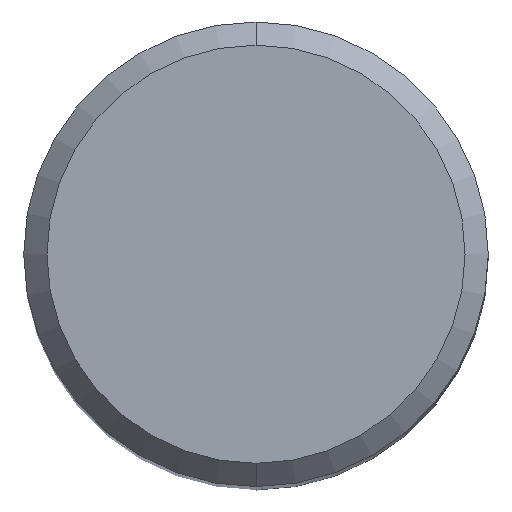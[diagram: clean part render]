
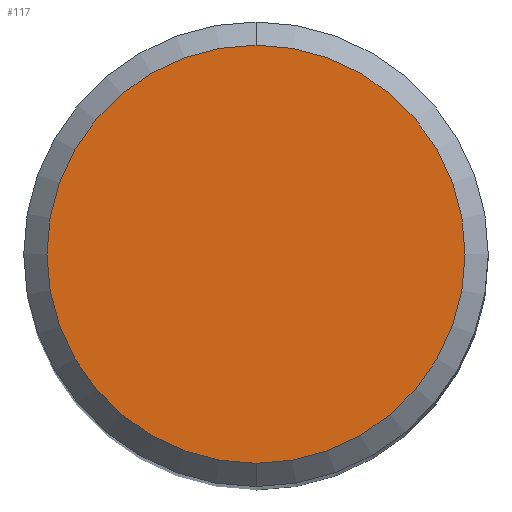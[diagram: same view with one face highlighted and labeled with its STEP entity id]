
A CAD part, top view. The second image highlights one B-rep face of the part: STEP entity #117.
In plain terms, the highlighted planar face has unit normal (0, 0, 1).
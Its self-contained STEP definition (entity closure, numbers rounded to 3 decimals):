
#117=ADVANCED_FACE('',(#283),#284,.T.);
#119=VERTEX_POINT('',#286);
#131=EDGE_CURVE('',#119,#175,#300,.T.);
#175=VERTEX_POINT('',#353);
#199=EDGE_CURVE('',#175,#119,#381,.T.);
#283=FACE_OUTER_BOUND('',#458,.T.);
#284=PLANE('',#459);
#286=CARTESIAN_POINT('',(0.0,4.5,0.0));
#300=CIRCLE('',#477,4.5);
#353=CARTESIAN_POINT('',(0.,-4.5,0.0));
#381=CIRCLE('',#580,4.5);
#458=EDGE_LOOP('',(#686,#687));
#459=AXIS2_PLACEMENT_3D('',#688,#689,#690);
#477=AXIS2_PLACEMENT_3D('',#710,#711,#712);
#580=AXIS2_PLACEMENT_3D('',#832,#833,#834);
#686=ORIENTED_EDGE('',*,*,#131,.F.);
#687=ORIENTED_EDGE('',*,*,#199,.F.);
#688=CARTESIAN_POINT('',(0.0,2.25,0.0));
#689=DIRECTION('',(-0.0,0.0,1.0));
#690=DIRECTION('',(0.0,-1.0,0.0));
#710=CARTESIAN_POINT('',(0.0,0.0,0.0));
#711=DIRECTION('',(0.0,0.0,-1.0));
#712=DIRECTION('',(0.0,1.0,0.0));
#832=CARTESIAN_POINT('',(0.0,0.0,0.0));
#833=DIRECTION('',(0.0,0.0,-1.0));
#834=DIRECTION('',(0.0,1.0,0.0));
